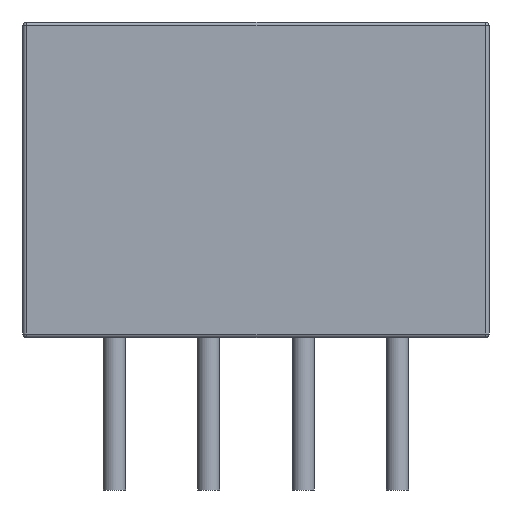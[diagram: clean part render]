
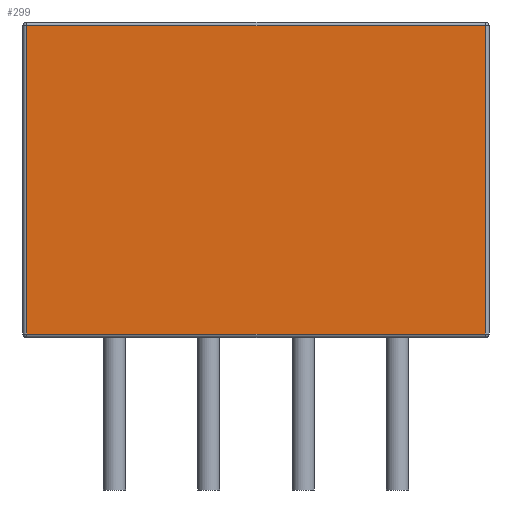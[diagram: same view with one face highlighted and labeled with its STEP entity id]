
A CAD part, left-side view. The second image highlights one B-rep face of the part: STEP entity #299.
In plain terms, the highlighted planar face has unit normal (-1, 0, 0).
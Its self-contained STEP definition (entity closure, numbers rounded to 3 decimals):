
#299 = ADVANCED_FACE( '', ( #757 ), #758, .F. );
#757 = FACE_OUTER_BOUND( '', #1415, .T. );
#758 = PLANE( '', #1416 );
#1415 = EDGE_LOOP( '', ( #2381, #2382, #2383, #2384 ) );
#1416 = AXIS2_PLACEMENT_3D( '', #2385, #2386, #2387 );
#2381 = ORIENTED_EDGE( '', *, *, #4409, .T. );
#2382 = ORIENTED_EDGE( '', *, *, #4410, .T. );
#2383 = ORIENTED_EDGE( '', *, *, #4411, .T. );
#2384 = ORIENTED_EDGE( '', *, *, #4412, .T. );
#2385 = CARTESIAN_POINT( '', ( -11.05, 6.275, 4.25 ) );
#2386 = DIRECTION( '', ( 1., 0., 0. ) );
#2387 = DIRECTION( '', ( 0., 0., -1. ) );
#4409 = EDGE_CURVE( '', #5234, #5235, #5236, .F. );
#4410 = EDGE_CURVE( '', #5235, #5133, #5237, .T. );
#4411 = EDGE_CURVE( '', #5133, #5153, #5238, .T. );
#4412 = EDGE_CURVE( '', #5153, #5234, #5239, .F. );
#5133 = VERTEX_POINT( '', #6366 );
#5153 = VERTEX_POINT( '', #6391 );
#5234 = VERTEX_POINT( '', #6642 );
#5235 = VERTEX_POINT( '', #6643 );
#5236 = LINE( '', #6644, #6645 );
#5237 = LINE( '', #6646, #6647 );
#5238 = LINE( '', #6648, #6649 );
#5239 = LINE( '', #6650, #6651 );
#6366 = CARTESIAN_POINT( '', ( -11.05, 6.175, -4.15 ) );
#6391 = CARTESIAN_POINT( '', ( -11.05, -6.175, -4.15 ) );
#6642 = CARTESIAN_POINT( '', ( -11.05, -6.175, 4.15 ) );
#6643 = CARTESIAN_POINT( '', ( -11.05, 6.175, 4.15 ) );
#6644 = CARTESIAN_POINT( '', ( -11.05, 6.275, 4.15 ) );
#6645 = VECTOR( '', #8586, 1000. );
#6646 = CARTESIAN_POINT( '', ( -11.05, 6.175, 4.25 ) );
#6647 = VECTOR( '', #8587, 1000. );
#6648 = CARTESIAN_POINT( '', ( -11.05, 6.275, -4.15 ) );
#6649 = VECTOR( '', #8588, 1000. );
#6650 = CARTESIAN_POINT( '', ( -11.05, -6.175, 4.25 ) );
#6651 = VECTOR( '', #8589, 1000. );
#8586 = DIRECTION( '', ( 0., -1., 0. ) );
#8587 = DIRECTION( '', ( 0., 0., -1. ) );
#8588 = DIRECTION( '', ( 0., -1., 0. ) );
#8589 = DIRECTION( '', ( 0., 0., -1. ) );
